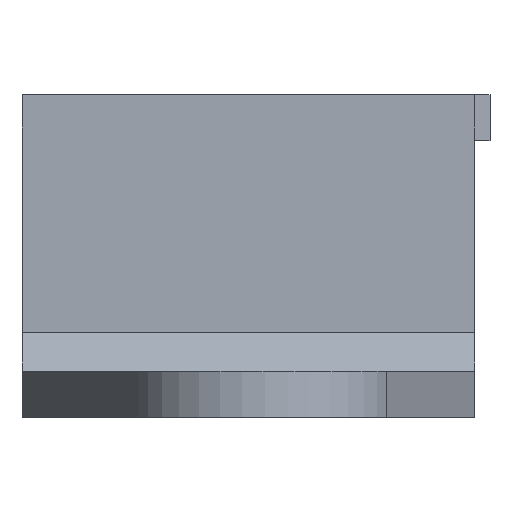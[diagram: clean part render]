
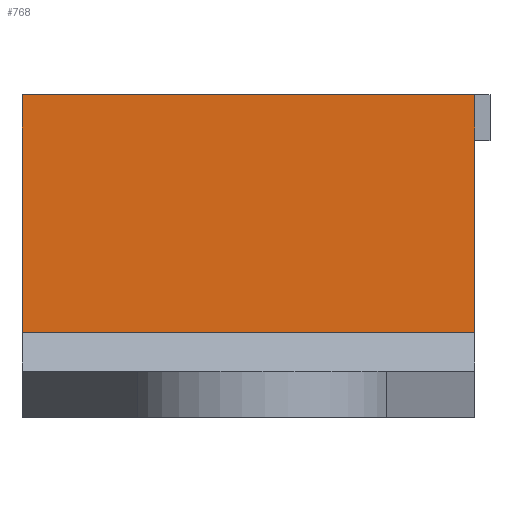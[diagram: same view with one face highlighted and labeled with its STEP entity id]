
A CAD part, front view. The second image highlights one B-rep face of the part: STEP entity #768.
In plain terms, the highlighted planar face has unit normal (0, -1, 0).
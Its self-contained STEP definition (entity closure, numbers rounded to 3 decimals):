
#123=FACE_OUTER_BOUND('',#183,.T.);
#183=EDGE_LOOP('',(#602,#603,#604,#605));
#247=LINE('',#1188,#308);
#260=LINE('',#1235,#321);
#265=LINE('',#1248,#326);
#266=LINE('',#1249,#327);
#308=VECTOR('',#944,10.);
#321=VECTOR('',#989,10.);
#326=VECTOR('',#1004,10.);
#327=VECTOR('',#1005,10.);
#370=VERTEX_POINT('',#1185);
#371=VERTEX_POINT('',#1187);
#389=VERTEX_POINT('',#1233);
#392=VERTEX_POINT('',#1247);
#442=EDGE_CURVE('',#370,#371,#247,.T.);
#466=EDGE_CURVE('',#371,#389,#260,.T.);
#472=EDGE_CURVE('',#392,#370,#265,.T.);
#473=EDGE_CURVE('',#389,#392,#266,.T.);
#602=ORIENTED_EDGE('',*,*,#466,.F.);
#603=ORIENTED_EDGE('',*,*,#442,.F.);
#604=ORIENTED_EDGE('',*,*,#472,.F.);
#605=ORIENTED_EDGE('',*,*,#473,.F.);
#740=PLANE('',#850);
#768=ADVANCED_FACE('',(#123),#740,.T.);
#850=AXIS2_PLACEMENT_3D('',#1246,#1002,#1003);
#944=DIRECTION('',(0.,0.,-1.));
#989=DIRECTION('',(-1.,0.,0.));
#1002=DIRECTION('center_axis',(0.,-1.,0.));
#1003=DIRECTION('ref_axis',(0.,0.,
-1.));
#1004=DIRECTION('',(1.,0.,0.));
#1005=DIRECTION('',(0.,0.,1.));
#1185=CARTESIAN_POINT('',(28.,-50.,6.));
#1187=CARTESIAN_POINT('',(28.,-50.,-25.));
#1188=CARTESIAN_POINT('',(28.,-50.,-4.5));
#1233=CARTESIAN_POINT('',(-31.,-50.,-25.));
#1235=CARTESIAN_POINT('',(-31.,-50.,-25.));
#1246=CARTESIAN_POINT('Origin',(-31.,-50.,6.));
#1247=CARTESIAN_POINT('',(-31.,-50.,6.));
#1248=CARTESIAN_POINT('',(-31.,-50.,6.));
#1249=CARTESIAN_POINT('',(-31.,-50.,-30.));
